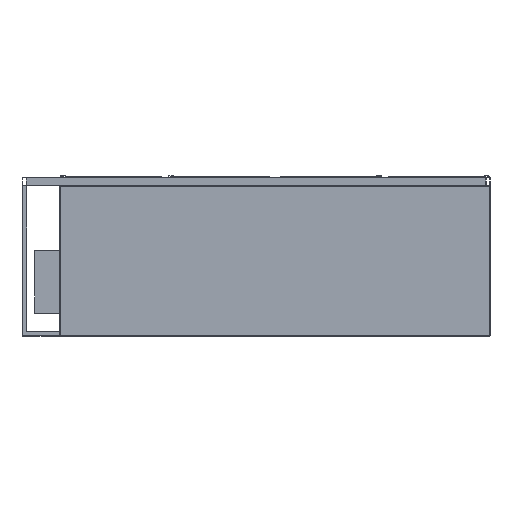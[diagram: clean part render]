
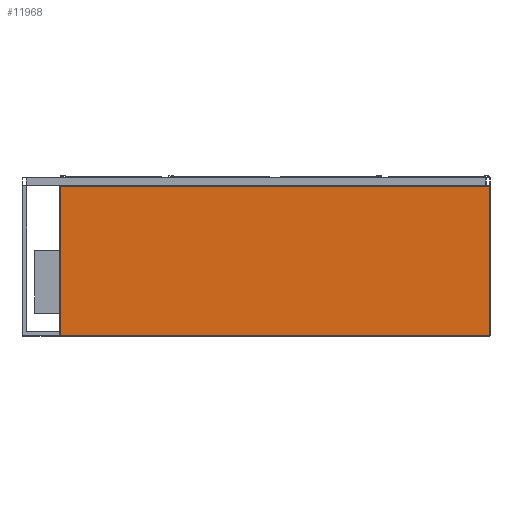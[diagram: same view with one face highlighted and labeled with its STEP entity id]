
A CAD part, front view. The second image highlights one B-rep face of the part: STEP entity #11968.
In plain terms, the highlighted planar face has unit normal (0, -1, 0).
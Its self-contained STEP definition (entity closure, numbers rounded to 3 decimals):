
#169 = CARTESIAN_POINT ( 'NONE',  ( -1030., -350., -758. ) ) ;
#1645 = EDGE_CURVE ( 'NONE', #19233, #3213, #15653, .T. ) ;
#1740 = CARTESIAN_POINT ( 'NONE',  ( -1028., -350., -42. ) ) ;
#1967 = ORIENTED_EDGE ( 'NONE', *, *, #20014, .T. ) ;
#2341 = DIRECTION ( 'NONE',  ( 0., 0., -1. ) ) ;
#2491 = CARTESIAN_POINT ( 'NONE',  ( -1028., -350., -758. ) ) ;
#3213 = VERTEX_POINT ( 'NONE', #11652 ) ;
#3866 = DIRECTION ( 'NONE',  ( 0., -1., 0. ) ) ;
#3969 = LINE ( 'NONE', #5429, #10555 ) ;
#4819 = ORIENTED_EDGE ( 'NONE', *, *, #1645, .T. ) ;
#5108 = VECTOR ( 'NONE', #10861, 1000. ) ;
#5429 = CARTESIAN_POINT ( 'NONE',  ( -1030., -350., -42. ) ) ;
#6927 = VERTEX_POINT ( 'NONE', #2491 ) ;
#8242 = AXIS2_PLACEMENT_3D ( 'NONE', #19707, #3866, #2341 ) ;
#9243 = EDGE_CURVE ( 'NONE', #6927, #19233, #10938, .T. ) ;
#10555 = VECTOR ( 'NONE', #18170, 1000. ) ;
#10861 = DIRECTION ( 'NONE',  ( 0., 0., -1. ) ) ;
#10938 = LINE ( 'NONE', #169, #18883 ) ;
#11065 = LINE ( 'NONE', #18609, #5108 ) ;
#11581 = VERTEX_POINT ( 'NONE', #1740 ) ;
#11652 = CARTESIAN_POINT ( 'NONE',  ( 1028., -350., -42. ) ) ;
#11871 = PLANE ( 'NONE',  #8242 ) ;
#11968 = ADVANCED_FACE ( 'Fl�che8', ( #19496 ), #11871, .T. ) ;
#12509 = CARTESIAN_POINT ( 'NONE',  ( 1028., -350., -760. ) ) ;
#12678 = DIRECTION ( 'NONE',  ( 1., 0., 0. ) ) ;
#13220 = ORIENTED_EDGE ( 'NONE', *, *, #9243, .T. ) ;
#13837 = DIRECTION ( 'NONE',  ( 0., 0., 1. ) ) ;
#14583 = CARTESIAN_POINT ( 'NONE',  ( 1028., -350., -758. ) ) ;
#14678 = EDGE_CURVE ( 'NONE', #3213, #11581, #3969, .T. ) ;
#14981 = EDGE_LOOP ( 'NONE', ( #16207, #1967, #13220, #4819 ) ) ;
#15653 = LINE ( 'NONE', #12509, #17853 ) ;
#16207 = ORIENTED_EDGE ( 'NONE', *, *, #14678, .T. ) ;
#17853 = VECTOR ( 'NONE', #13837, 1000. ) ;
#18170 = DIRECTION ( 'NONE',  ( -1., 0., 0. ) ) ;
#18609 = CARTESIAN_POINT ( 'NONE',  ( -1028., -350., -760. ) ) ;
#18883 = VECTOR ( 'NONE', #12678, 1000. ) ;
#19233 = VERTEX_POINT ( 'NONE', #14583 ) ;
#19496 = FACE_OUTER_BOUND ( 'NONE', #14981, .T. ) ;
#19707 = CARTESIAN_POINT ( 'NONE',  ( -1030., -350., -760. ) ) ;
#20014 = EDGE_CURVE ( 'NONE', #11581, #6927, #11065, .T. ) ;
